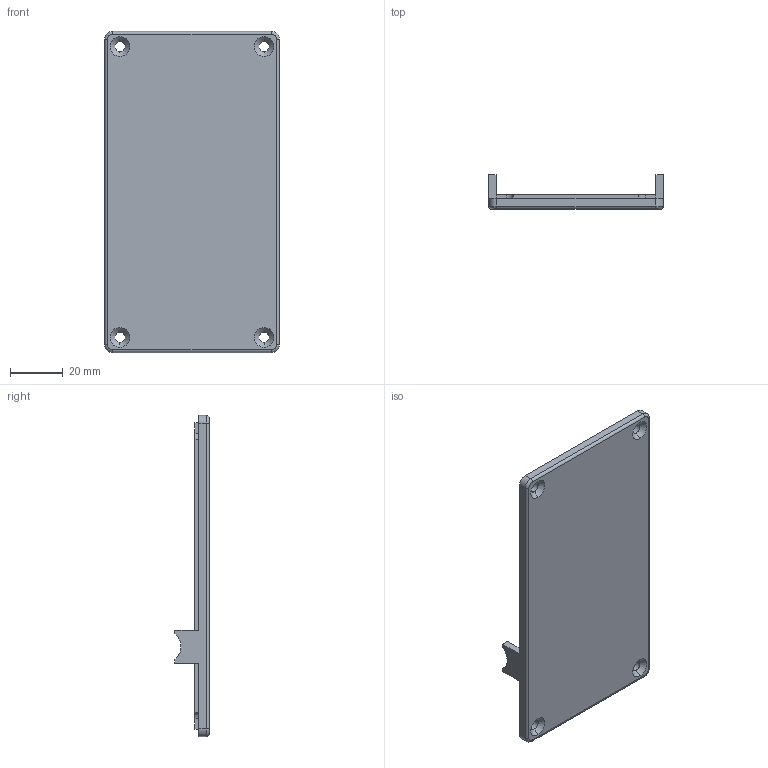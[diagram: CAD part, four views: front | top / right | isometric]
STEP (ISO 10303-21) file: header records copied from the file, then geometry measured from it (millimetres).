
FILE_DESCRIPTION(('FreeCAD Model'),'2;1');
FILE_NAME('Open CASCADE Shape Model','2025-10-26T10:05:19',(''),(''), 'Open CASCADE STEP processor 7.7','Ondsel','Unknown');
FILE_SCHEMA(('AUTOMOTIVE_DESIGN { 1 0 10303 214 1 1 1 1 }'));
Length unit declared in the file: millimetre
Products named in the file (1): Box-Bottom
Bounding box: 66 x 13.04 x 121.5 mm (x, y, z)
Volume: 17832.2 mm3; surface area: 19591.1 mm2
Topology: 1 solids, 1 shells, 79 faces, 216 edges, 140 vertices
Faces by surface type: plane 45, cylinder 22, cone 8, torus 4
Full cylindrical faces by diameter (mm): 3.9 x4
Entity records: 2532 total; most frequent: CARTESIAN_POINT 440, DIRECTION 436, ORIENTED_EDGE 432, EDGE_CURVE 216, LINE 148, VECTOR 148, AXIS2_PLACEMENT_3D 144, VERTEX_POINT 140
